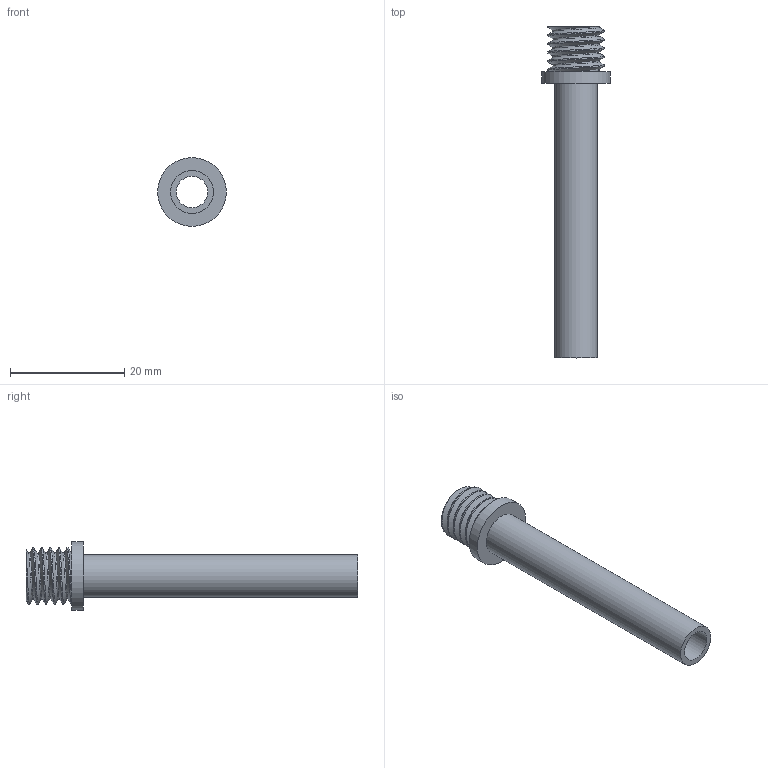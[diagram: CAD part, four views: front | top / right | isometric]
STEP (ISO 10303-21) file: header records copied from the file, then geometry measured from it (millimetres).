
FILE_DESCRIPTION(/* description */ (''),/* implementation_level */ '2;1');
FILE_NAME(/* name */ 'Plomb.step',/* time_stamp */ '2021-03-02T21:31:27+01:00',/* author */ (''),/* organization */ (''),/* preprocessor_version */ 'ST-DEVELOPER v18.1',/* originating_system */ 'Autodesk Translation Framework v9.10.0.1330',/* authorisation */ '');
FILE_SCHEMA (('AUTOMOTIVE_DESIGN { 1 0 10303 214 3 1 1 }'));
Length unit declared in the file: millimetre
Products named in the file (1): (Non enregistré)
Bounding box: 12 x 58 x 12 mm (x, y, z)
Volume: 1474.7 mm3; surface area: 2761.1 mm2
Topology: 1 solids, 1 shells, 22 faces, 54 edges, 36 vertices
Faces by surface type: cylinder 16, plane 4, bspline 2
Full cylindrical faces by diameter (mm): 5.5 x1, 7.5 x1, 8.141 x1, 9.85 x4, 12 x1
Entity records: 1709 total; most frequent: CARTESIAN_POINT 1203, ORIENTED_EDGE 108, DIRECTION 76, EDGE_CURVE 54, VERTEX_POINT 36, AXIS2_PLACEMENT_3D 31, B_SPLINE_CURVE_WITH_KNOTS 30, EDGE_LOOP 26
